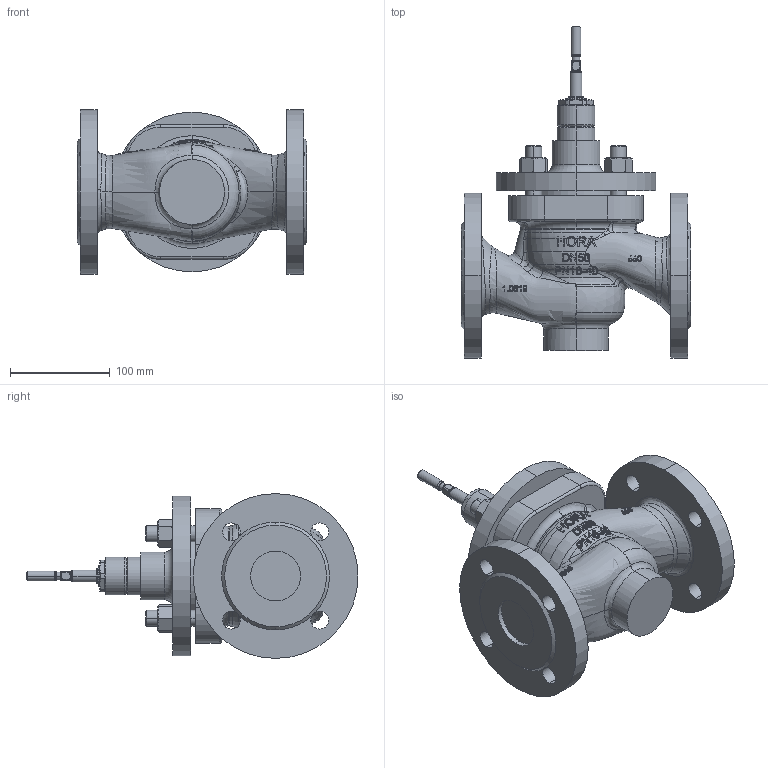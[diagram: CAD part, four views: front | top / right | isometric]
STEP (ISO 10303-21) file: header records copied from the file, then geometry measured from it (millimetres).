
FILE_DESCRIPTION (( 'STEP AP203' ), '1' );
FILE_NAME ('BR240S DN50 XXX PN16-40 for MC_STEP (Defeature).STEP', '2015-03-10T07:45:29', ( 'HORA' ), ( 'Holter Regelamaturen GmbH & Co. KG' ), 'SwSTEP 2.0', 'SolidWorks 2014', '' );
FILE_SCHEMA (( 'CONFIG_CONTROL_DESIGN' ));
Length unit declared in the file: millimetre
Products named in the file (1): BR240S DN50 XXX PN16-40 for MC_STEP (Defeature)
Bounding box: 230 x 332.55 x 165.1 mm (x, y, z)
Volume: 3011551.5 mm3; surface area: 253955.9 mm2
Topology: 1 solids, 1 shells, 707 faces, 1888 edges, 1215 vertices
Faces by surface type: bspline 241, plane 188, torus 98, cylinder 95, cone 83, sphere 2
Entity records: 186680 total; most frequent: CARTESIAN_POINT 171098, ORIENTED_EDGE 3762, DIRECTION 2452, EDGE_CURVE 1881, VERTEX_POINT 1212, AXIS2_PLACEMENT_3D 1004, B_SPLINE_CURVE_WITH_KNOTS 882, EDGE_LOOP 767
